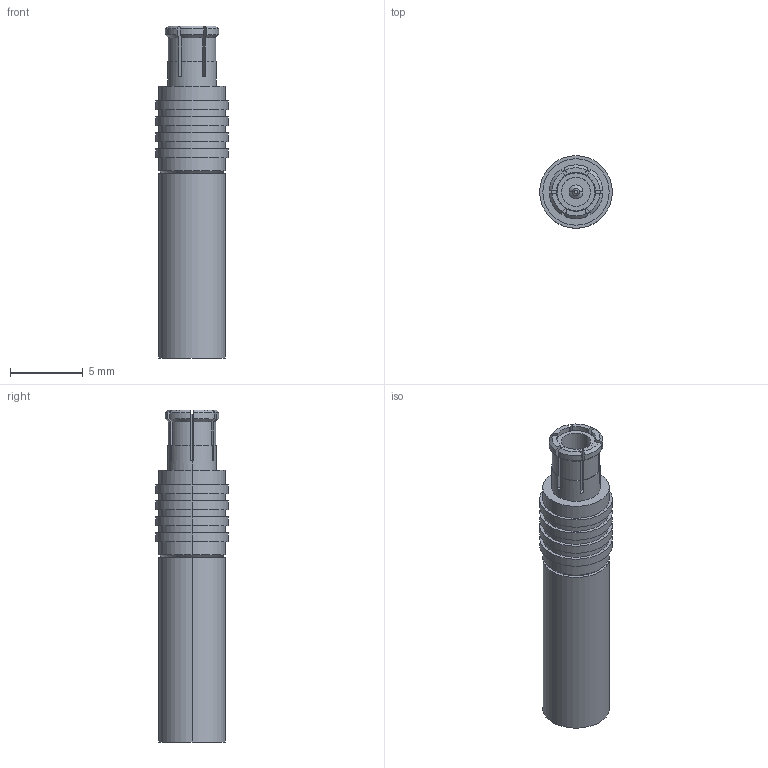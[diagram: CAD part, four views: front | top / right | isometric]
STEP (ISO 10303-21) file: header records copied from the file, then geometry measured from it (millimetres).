
FILE_DESCRIPTION (( 'STEP AP203' ), '1' );
FILE_NAME ('FMCN1840_3D.STEP', '2022-02-14T23:14:52', ( '' ), ( '' ), 'SwSTEP 2.0', 'SolidWorks 2021', '' );
FILE_SCHEMA (( 'CONFIG_CONTROL_DESIGN' ));
Length unit declared in the file: inch
Products named in the file (1): FMCN1840_3D
Bounding box: 5 x 5 x 22.86 mm (x, y, z)
Volume: 222.6 mm3; surface area: 756.3 mm2
Topology: 4 solids, 4 shells, 507 faces, 1140 edges, 652 vertices
Faces by surface type: bspline 288, cylinder 120, plane 62, cone 37
Entity records: 16904 total; most frequent: CARTESIAN_POINT 8684, ORIENTED_EDGE 2276, EDGE_CURVE 1138, DIRECTION 1003, VERTEX_POINT 652, EDGE_LOOP 528, FACE_OUTER_BOUND 507, ADVANCED_FACE 507
